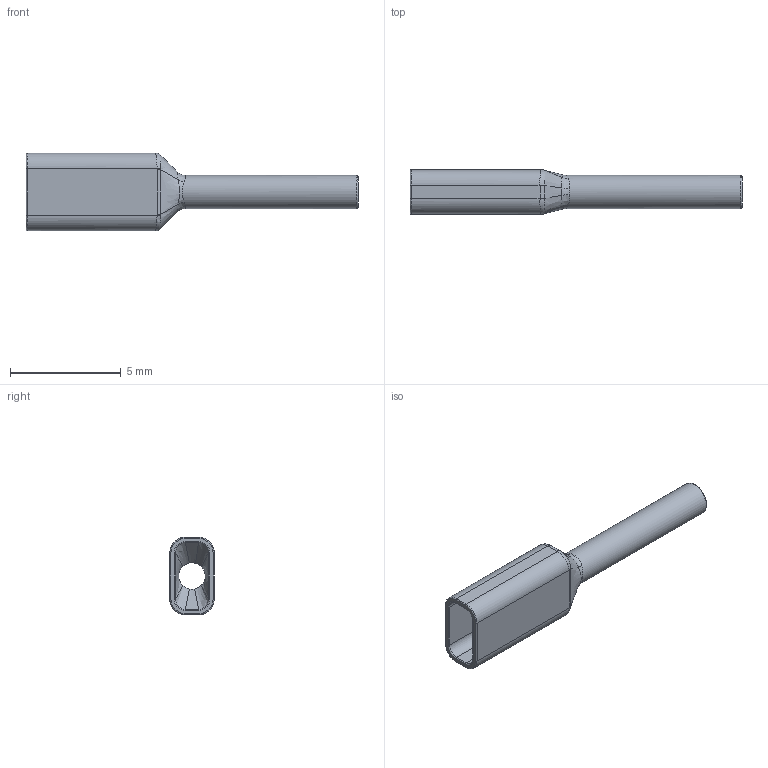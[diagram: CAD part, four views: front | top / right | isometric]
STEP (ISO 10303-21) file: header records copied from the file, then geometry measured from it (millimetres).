
FILE_DESCRIPTION(/* description */ (''),/* implementation_level */ '2;1');
FILE_NAME(/* name */ '2218.stp',/* time_stamp */ '2016-06-10T14:30:24-04:00',/* author */ ('CAD Station'),/* organization */ (''),/* preprocessor_version */ 'ST-DEVELOPER v16.1',/* originating_system */ 'Autodesk Inventor 2016',/* authorisation */ '');
FILE_SCHEMA (('AUTOMOTIVE_DESIGN { 1 0 10303 214 3 1 1 }'));
Length unit declared in the file: millimetre
Products named in the file (1): FTI2218_D
Bounding box: 15 x 2 x 3.5 mm (x, y, z)
Volume: 20 mm3; surface area: 194 mm2
Topology: 1 solids, 1 shells, 78 faces, 178 edges, 102 vertices
Faces by surface type: bspline 40, cylinder 18, plane 10, torus 10
Full cylindrical faces by diameter (mm): 1.2 x1, 1.5 x1
Entity records: 3034 total; most frequent: CARTESIAN_POINT 1365, ORIENTED_EDGE 344, DIRECTION 274, EDGE_CURVE 172, AXIS2_PLACEMENT_3D 111, VERTEX_POINT 100, EDGE_LOOP 84, STYLED_ITEM 79
